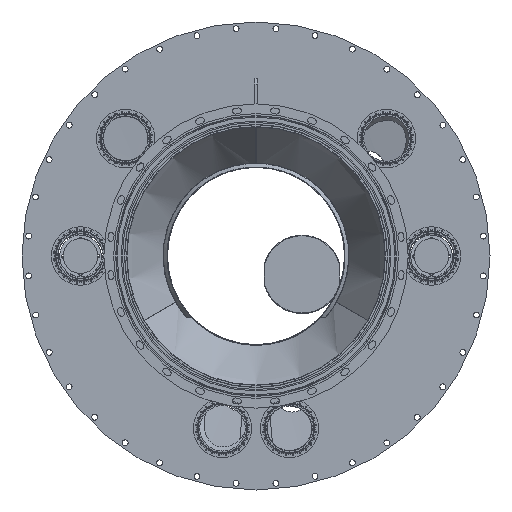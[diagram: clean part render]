
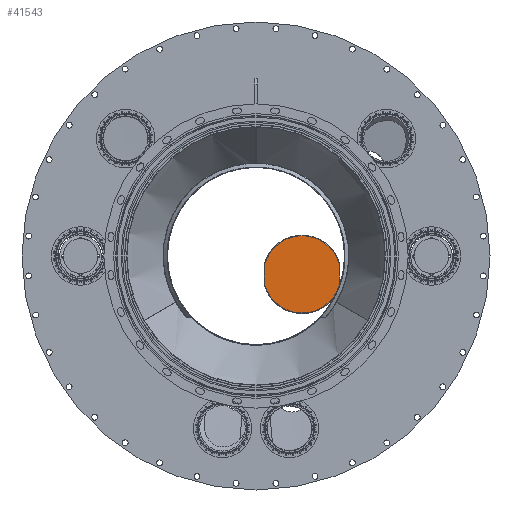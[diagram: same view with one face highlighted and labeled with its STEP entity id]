
A CAD part, left-side view. The second image highlights one B-rep face of the part: STEP entity #41543.
In plain terms, the highlighted face is planar.
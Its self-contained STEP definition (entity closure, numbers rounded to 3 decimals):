
#6105 = EDGE_CURVE ( 'NONE', #23100, #66276, #26505, .T. ) ;
#7128 = EDGE_CURVE ( 'NONE', #51837, #23100, #55286, .T. ) ;
#8394 = CIRCLE ( 'NONE', #86190, 168. ) ;
#9782 = DIRECTION ( 'NONE',  ( 0., -1., 0. ) ) ;
#11160 = DIRECTION ( 'NONE',  ( 0., 0., 1. ) ) ;
#11311 = DIRECTION ( 'NONE',  ( 0., 0., 1. ) ) ;
#14516 = VECTOR ( 'NONE', #9782, 1000. ) ;
#17792 = DIRECTION ( 'NONE',  ( 1., 0., 0. ) ) ;
#19386 = PLANE ( 'NONE',  #37551 ) ;
#19858 = EDGE_CURVE ( 'NONE', #66276, #59656, #21798, .T. ) ;
#20262 = DIRECTION ( 'NONE',  ( 0., 0., 1. ) ) ;
#21680 = DIRECTION ( 'NONE',  ( 0., 1., 0. ) ) ;
#21798 = LINE ( 'NONE', #48734, #14516 ) ;
#23100 = VERTEX_POINT ( 'NONE', #40455 ) ;
#26505 = CIRCLE ( 'NONE', #50492, 168. ) ;
#33698 = VECTOR ( 'NONE', #21680, 1000. ) ;
#37551 = AXIS2_PLACEMENT_3D ( 'NONE', #58768, #20262, #46782 ) ;
#38331 = CARTESIAN_POINT ( 'NONE',  ( 0., 0., 100. ) ) ;
#40455 = CARTESIAN_POINT ( 'NONE',  ( 161.229, 47.214, 100. ) ) ;
#41543 = ADVANCED_FACE ( 'NONE', ( #86708 ), #19386, .T. ) ;
#42466 = CARTESIAN_POINT ( 'NONE',  ( -161.229, -47.214, 100. ) ) ;
#43613 = ORIENTED_EDGE ( 'NONE', *, *, #50391, .T. ) ;
#44015 = EDGE_LOOP ( 'NONE', ( #66486, #58305, #43613, #54530 ) ) ;
#46782 = DIRECTION ( 'NONE',  ( 1., 0., 0. ) ) ;
#48734 = CARTESIAN_POINT ( 'NONE',  ( -161.229, -47.5, 100. ) ) ;
#50391 = EDGE_CURVE ( 'NONE', #59656, #51837, #8394, .T. ) ;
#50492 = AXIS2_PLACEMENT_3D ( 'NONE', #38331, #11311, #58658 ) ;
#51837 = VERTEX_POINT ( 'NONE', #60417 ) ;
#54530 = ORIENTED_EDGE ( 'NONE', *, *, #7128, .T. ) ;
#55286 = LINE ( 'NONE', #82354, #33698 ) ;
#58305 = ORIENTED_EDGE ( 'NONE', *, *, #19858, .T. ) ;
#58658 = DIRECTION ( 'NONE',  ( 1., 0., 0. ) ) ;
#58768 = CARTESIAN_POINT ( 'NONE',  ( 0., 0., 100. ) ) ;
#59483 = CARTESIAN_POINT ( 'NONE',  ( -161.229, 47.214, 100. ) ) ;
#59656 = VERTEX_POINT ( 'NONE', #42466 ) ;
#60417 = CARTESIAN_POINT ( 'NONE',  ( 161.229, -47.214, 100. ) ) ;
#66276 = VERTEX_POINT ( 'NONE', #59483 ) ;
#66486 = ORIENTED_EDGE ( 'NONE', *, *, #6105, .T. ) ;
#82354 = CARTESIAN_POINT ( 'NONE',  ( 161.229, 47.5, 100. ) ) ;
#85135 = CARTESIAN_POINT ( 'NONE',  ( 0., 0., 100. ) ) ;
#86190 = AXIS2_PLACEMENT_3D ( 'NONE', #85135, #11160, #17792 ) ;
#86708 = FACE_OUTER_BOUND ( 'NONE', #44015, .T. ) ;
